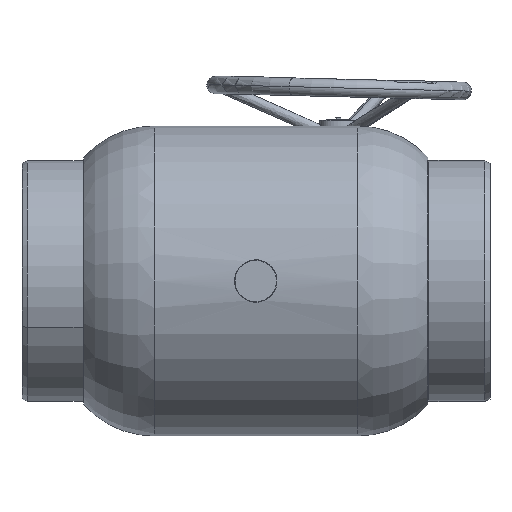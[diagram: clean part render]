
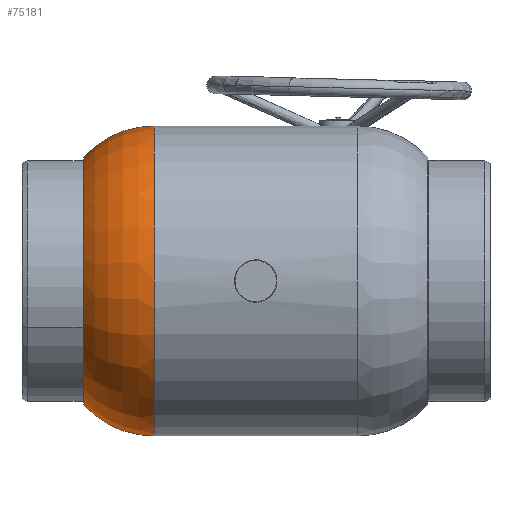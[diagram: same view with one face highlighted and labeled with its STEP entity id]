
A CAD part, front view. The second image highlights one B-rep face of the part: STEP entity #75181.
In plain terms, the highlighted toroidal (fillet/blend) face has major radius 68.501 mm and minor radius 107 mm.
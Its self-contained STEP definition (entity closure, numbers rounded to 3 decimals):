
#166 = DIRECTION ( 'NONE',  ( 0., -1., 0. ) ) ;
#403 = CARTESIAN_POINT ( 'NONE',  ( -115., 0., 0. ) ) ;
#2998 = AXIS2_PLACEMENT_3D ( 'NONE', #144029, #41754, #4867 ) ;
#4867 = DIRECTION ( 'NONE',  ( 0., 0., 1. ) ) ;
#6161 = EDGE_CURVE ( 'NONE', #7378, #139545, #41611, .T. ) ;
#6808 = AXIS2_PLACEMENT_3D ( 'NONE', #403, #75853, #51524 ) ;
#7378 = VERTEX_POINT ( 'NONE', #157744 ) ;
#7408 = CARTESIAN_POINT ( 'NONE',  ( -115.396, 0., -68.501 ) ) ;
#12467 = FACE_OUTER_BOUND ( 'NONE', #163551, .T. ) ;
#17084 = CIRCLE ( 'NONE', #33454, 107. ) ;
#22222 = ORIENTED_EDGE ( 'NONE', *, *, #156027, .F. ) ;
#22624 = DIRECTION ( 'NONE',  ( -1., 0., 0. ) ) ;
#24382 = TOROIDAL_SURFACE ( 'NONE', #2998, 68.501, 107. ) ;
#26688 = AXIS2_PLACEMENT_3D ( 'NONE', #162603, #22624, #134989 ) ;
#29303 = CIRCLE ( 'NONE', #26688, 140. ) ;
#32975 = CARTESIAN_POINT ( 'NONE',  ( -195., 0., -140. ) ) ;
#33348 = DIRECTION ( 'NONE',  ( 0., 1., 0. ) ) ;
#33454 = AXIS2_PLACEMENT_3D ( 'NONE', #7408, #33348, #57677 ) ;
#41611 = CIRCLE ( 'NONE', #6808, 175.5 ) ;
#41754 = DIRECTION ( 'NONE',  ( -1., 0., 0. ) ) ;
#42330 = VERTEX_POINT ( 'NONE', #55341 ) ;
#50905 = ORIENTED_EDGE ( 'NONE', *, *, #6161, .T. ) ;
#51524 = DIRECTION ( 'NONE',  ( 0., 0., 1. ) ) ;
#55341 = CARTESIAN_POINT ( 'NONE',  ( -195., 0., 140. ) ) ;
#57677 = DIRECTION ( 'NONE',  ( 0., 0., 1. ) ) ;
#61024 = ORIENTED_EDGE ( 'NONE', *, *, #68451, .T. ) ;
#68451 = EDGE_CURVE ( 'NONE', #139545, #42330, #149405, .T. ) ;
#75181 = ADVANCED_FACE ( 'NONE', ( #12467 ), #24382, .T. ) ;
#75853 = DIRECTION ( 'NONE',  ( -1., 0., 0. ) ) ;
#88204 = DIRECTION ( 'NONE',  ( 0., 0., -1. ) ) ;
#99132 = ORIENTED_EDGE ( 'NONE', *, *, #128795, .F. ) ;
#115013 = CARTESIAN_POINT ( 'NONE',  ( -115.396, 0., 68.501 ) ) ;
#122628 = AXIS2_PLACEMENT_3D ( 'NONE', #115013, #166, #88204 ) ;
#125104 = CARTESIAN_POINT ( 'NONE',  ( -115., 0., 175.5 ) ) ;
#128795 = EDGE_CURVE ( 'NONE', #151103, #42330, #29303, .T. ) ;
#134989 = DIRECTION ( 'NONE',  ( 0., 0., 1. ) ) ;
#139545 = VERTEX_POINT ( 'NONE', #125104 ) ;
#144029 = CARTESIAN_POINT ( 'NONE',  ( -115.396, 0., 0. ) ) ;
#149405 = CIRCLE ( 'NONE', #122628, 107. ) ;
#151103 = VERTEX_POINT ( 'NONE', #32975 ) ;
#156027 = EDGE_CURVE ( 'NONE', #7378, #151103, #17084, .T. ) ;
#157744 = CARTESIAN_POINT ( 'NONE',  ( -115., 0., -175.5 ) ) ;
#162603 = CARTESIAN_POINT ( 'NONE',  ( -195., 0., 0. ) ) ;
#163551 = EDGE_LOOP ( 'NONE', ( #22222, #50905, #61024, #99132 ) ) ;
